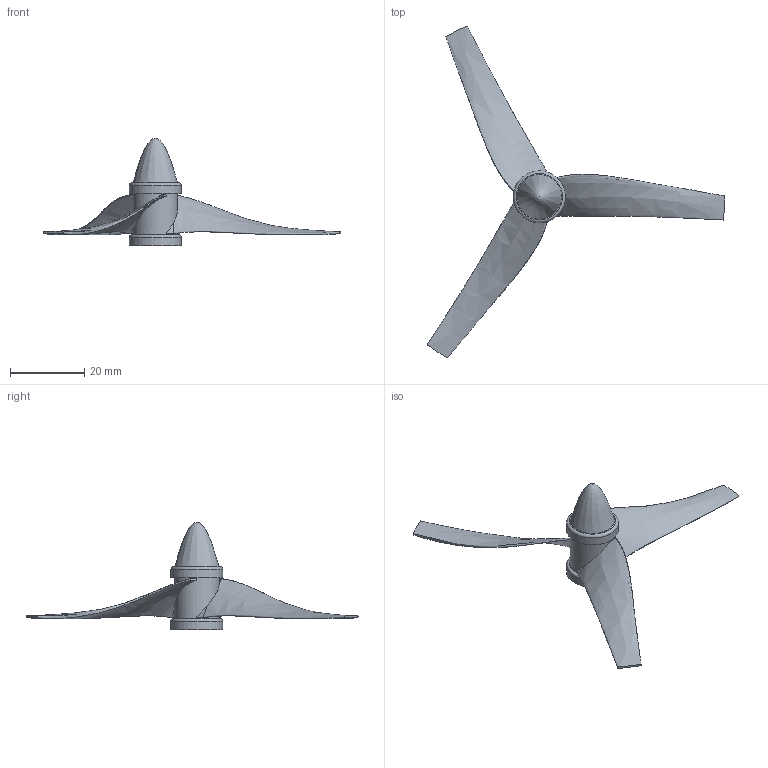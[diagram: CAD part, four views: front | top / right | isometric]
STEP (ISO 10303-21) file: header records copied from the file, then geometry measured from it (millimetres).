
FILE_DESCRIPTION(('FreeCAD Model'),'2;1');
FILE_NAME('Open CASCADE Shape Model','2025-04-26T21:45:21',('FreeCAD'),( 'FreeCAD'),'Open CASCADE STEP processor 7.6','FreeCAD','Unknown');
FILE_SCHEMA(('AUTOMOTIVE_DESIGN { 1 0 10303 214 1 1 1 1 }'));
Length unit declared in the file: millimetre
Products named in the file (1): Open CASCADE STEP translator 7.6 1
Bounding box: 80.2 x 89.5 x 29 mm (x, y, z)
Volume: 3453.4 mm3; surface area: 5574 mm2
Topology: 3 solids, 3 shells, 106 faces, 294 edges, 198 vertices
Faces by surface type: cylinder 68, bspline 19, plane 17, torus 2
Full cylindrical faces by diameter (mm): 3.332 x9, 4.109 x4, 4.744 x1, 5.035 x2, 5.884 x4, 6 x1, 12 x1, 14 x2
Entity records: 11132 total; most frequent: CARTESIAN_POINT 8808, ORIENTED_EDGE 586, DIRECTION 309, EDGE_CURVE 293, VERTEX_POINT 198, B_SPLINE_CURVE_WITH_KNOTS 191, AXIS2_PLACEMENT_3D 119, FACE_BOUND 113
